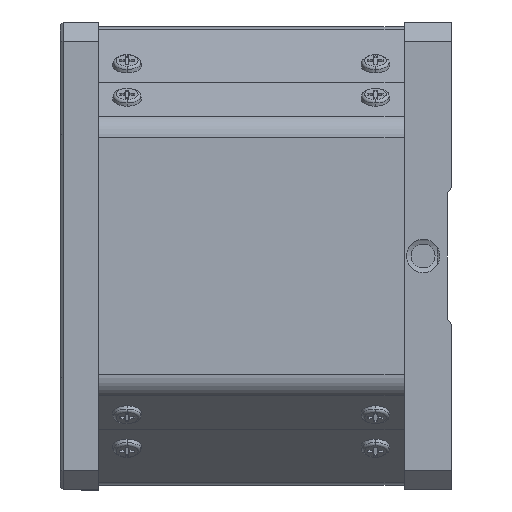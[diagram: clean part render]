
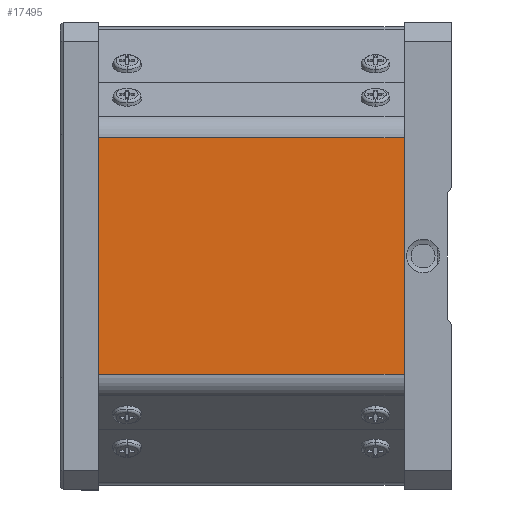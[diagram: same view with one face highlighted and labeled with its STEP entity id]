
A CAD part, left-side view. The second image highlights one B-rep face of the part: STEP entity #17495.
In plain terms, the highlighted face is planar.
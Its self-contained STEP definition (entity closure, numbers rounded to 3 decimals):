
#692 = DIRECTION ( 'NONE',  ( 0., -1., 0. ) ) ;
#845 = EDGE_LOOP ( 'NONE', ( #10414, #13597, #8961, #13877 ) ) ;
#2543 = VECTOR ( 'NONE', #692, 1000. ) ;
#2658 = CARTESIAN_POINT ( 'NONE',  ( 30.146, 32., 7.8 ) ) ;
#4008 = CARTESIAN_POINT ( 'NONE',  ( 5.383, 32., 7.8 ) ) ;
#4543 = VERTEX_POINT ( 'NONE', #19668 ) ;
#4684 = VECTOR ( 'NONE', #23003, 1000. ) ;
#5258 = DIRECTION ( 'NONE',  ( 1., 0., 0. ) ) ;
#5472 = EDGE_CURVE ( 'NONE', #8647, #4543, #10645, .T. ) ;
#5563 = VECTOR ( 'NONE', #5258, 1000. ) ;
#5711 = AXIS2_PLACEMENT_3D ( 'NONE', #12724, #8911, #22340 ) ;
#8647 = VERTEX_POINT ( 'NONE', #22450 ) ;
#8846 = CARTESIAN_POINT ( 'NONE',  ( 30.146, 32., 7.8 ) ) ;
#8911 = DIRECTION ( 'NONE',  ( 0., 0., -1. ) ) ;
#8961 = ORIENTED_EDGE ( 'NONE', *, *, #10128, .F. ) ;
#9591 = CARTESIAN_POINT ( 'NONE',  ( 4.215, 32., 7.8 ) ) ;
#9957 = EDGE_CURVE ( 'NONE', #4543, #20143, #24170, .T. ) ;
#10128 = EDGE_CURVE ( 'NONE', #21585, #20143, #20000, .T. ) ;
#10258 = CARTESIAN_POINT ( 'NONE',  ( 5.383, 32., 7.8 ) ) ;
#10316 = EDGE_CURVE ( 'NONE', #21585, #8647, #12166, .T. ) ;
#10414 = ORIENTED_EDGE ( 'NONE', *, *, #5472, .T. ) ;
#10645 = LINE ( 'NONE', #12886, #5563 ) ;
#12166 = LINE ( 'NONE', #10258, #2543 ) ;
#12193 = VECTOR ( 'NONE', #12662, 1000. ) ;
#12662 = DIRECTION ( 'NONE',  ( 0., 1., 0. ) ) ;
#12724 = CARTESIAN_POINT ( 'NONE',  ( 4.215, 32., 7.8 ) ) ;
#12886 = CARTESIAN_POINT ( 'NONE',  ( 4.215, 0., 7.8 ) ) ;
#13597 = ORIENTED_EDGE ( 'NONE', *, *, #9957, .T. ) ;
#13877 = ORIENTED_EDGE ( 'NONE', *, *, #10316, .T. ) ;
#17355 = FACE_OUTER_BOUND ( 'NONE', #845, .T. ) ;
#17495 = ADVANCED_FACE ( 'NONE', ( #17355 ), #20459, .F. ) ;
#19668 = CARTESIAN_POINT ( 'NONE',  ( 30.146, 0., 7.8 ) ) ;
#20000 = LINE ( 'NONE', #9591, #4684 ) ;
#20143 = VERTEX_POINT ( 'NONE', #2658 ) ;
#20459 = PLANE ( 'NONE',  #5711 ) ;
#21585 = VERTEX_POINT ( 'NONE', #4008 ) ;
#22340 = DIRECTION ( 'NONE',  ( -1., 0., 0. ) ) ;
#22450 = CARTESIAN_POINT ( 'NONE',  ( 5.383, 0., 7.8 ) ) ;
#23003 = DIRECTION ( 'NONE',  ( 1., 0., 0. ) ) ;
#24170 = LINE ( 'NONE', #8846, #12193 ) ;
